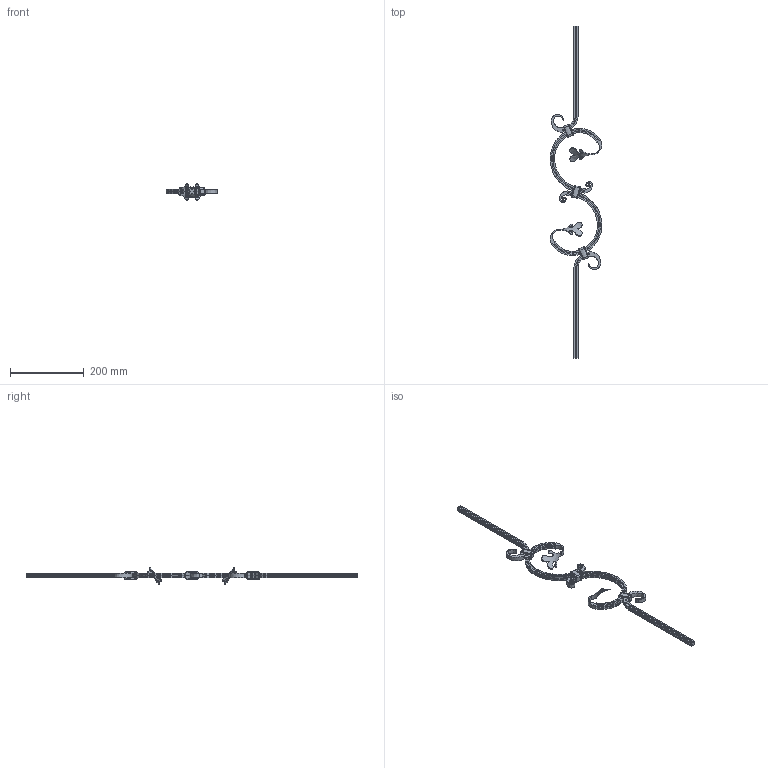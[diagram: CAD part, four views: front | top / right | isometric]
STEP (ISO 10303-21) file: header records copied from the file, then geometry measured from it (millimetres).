
FILE_DESCRIPTION (( 'STEP AP203' ), '1' );
FILE_NAME ('1273.STEP', '2023-06-30T08:32:30', ( '' ), ( '' ), 'SwSTEP 2.0', 'SolidWorks 2018', '' );
FILE_SCHEMA (( 'CONFIG_CONTROL_DESIGN' ));
Products named in the file (1): 1273
Bounding box: 140.01 x 900 x 43.73 mm (x, y, z)
Volume: 212351.5 mm3; surface area: 94095.7 mm2
Topology: 7 solids, 7 shells, 988 faces, 2286 edges, 1322 vertices
Faces by surface type: plane 356, bspline 234, cylinder 226, torus 108, cone 64
Entity records: 39414 total; most frequent: CARTESIAN_POINT 18535, ORIENTED_EDGE 4572, DIRECTION 3885, EDGE_CURVE 2286, AXIS2_PLACEMENT_3D 1372, VERTEX_POINT 1322, VECTOR 1141, LINE 1141
